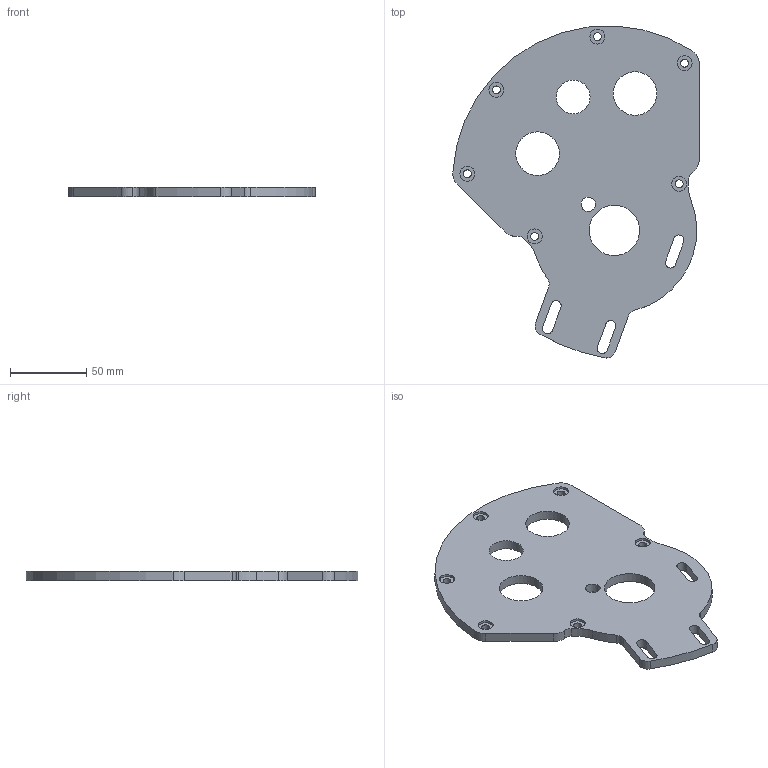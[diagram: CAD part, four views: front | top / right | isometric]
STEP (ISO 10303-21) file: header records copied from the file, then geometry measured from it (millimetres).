
FILE_DESCRIPTION((''),'2;1');
FILE_NAME('front plate_MIR.stp','2012-04-05T03:11:05',('Antonella'),(''),'Autodesk Inventor 2012','Autodesk Inventor 2012','');
FILE_SCHEMA(('AUTOMOTIVE_DESIGN { 1 0 10303 214 1 1 1 1 }'));
Length unit declared in the file: inch
Products named in the file (1): front plate_MIR
Bounding box: 161.33 x 217.45 x 6.35 mm (x, y, z)
Volume: 135940.5 mm3; surface area: 51155.8 mm2
Topology: 1 solids, 1 shells, 57 faces, 147 edges, 98 vertices
Faces by surface type: cylinder 39, plane 18
Full cylindrical faces by diameter (mm): 5.105 x6, 9.525 x1, 9.779 x6, 22.225 x1, 28.575 x2, 33.02 x1
Entity records: 1778 total; most frequent: DIRECTION 324, CARTESIAN_POINT 286, ORIENTED_EDGE 260, AXIS2_PLACEMENT_3D 136, EDGE_CURVE 130, EDGE_LOOP 108, VERTEX_POINT 98, CIRCLE 78
